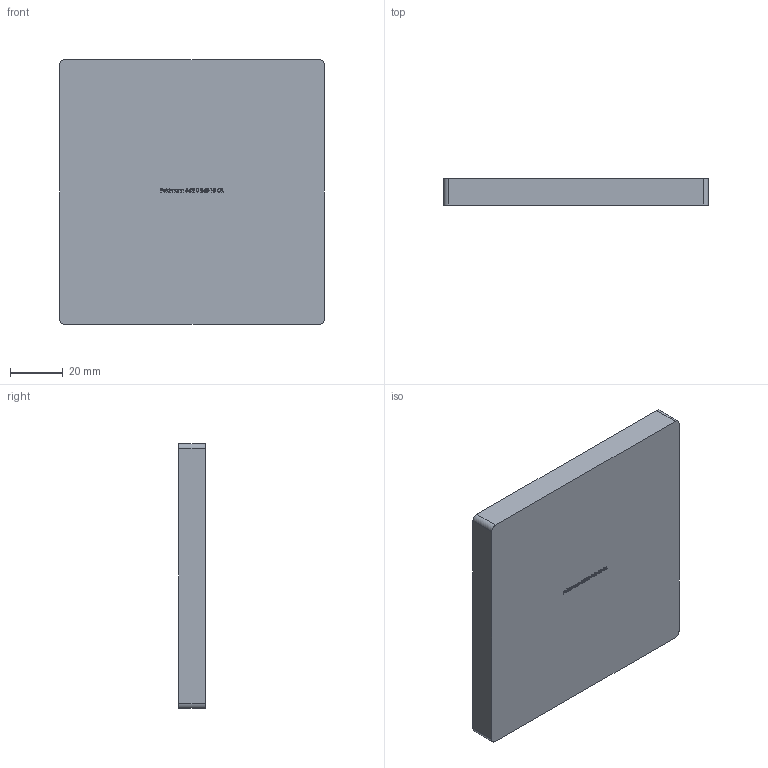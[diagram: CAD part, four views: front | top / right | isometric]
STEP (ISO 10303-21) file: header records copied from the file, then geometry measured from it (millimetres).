
FILE_DESCRIPTION (( 'STEP AP203' ), '1' );
FILE_NAME ('54210-240-10-OL.step', '2020-10-21T11:03:52', ( '' ), ( '' ), 'SwSTEP 2.0', 'SolidWorks 2018', '' );
FILE_SCHEMA (( 'CONFIG_CONTROL_DESIGN' ));
Length unit declared in the file: millimetre
Products named in the file (2): 54210-240-10-OL
Bounding box: 100 x 10 x 100 mm (x, y, z)
Volume: 99965 mm3; surface area: 23970.7 mm2
Topology: 1 solids, 1 shells, 273 faces, 717 edges, 478 vertices
Faces by surface type: plane 166, bspline 103, cylinder 4
Entity records: 14728 total; most frequent: CARTESIAN_POINT 8525, ORIENTED_EDGE 1434, DIRECTION 863, EDGE_CURVE 717, VECTOR 503, LINE 503, VERTEX_POINT 478, EDGE_LOOP 305
